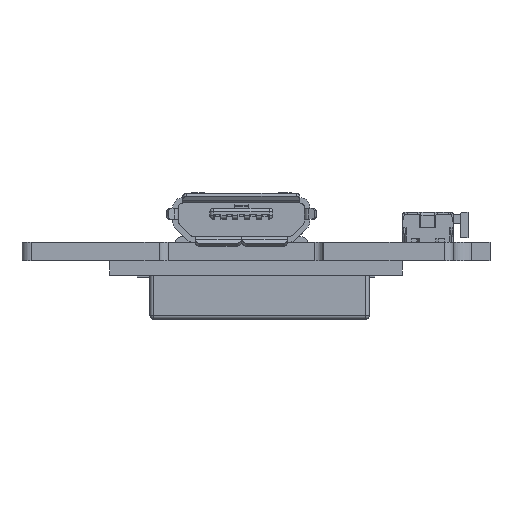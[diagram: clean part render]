
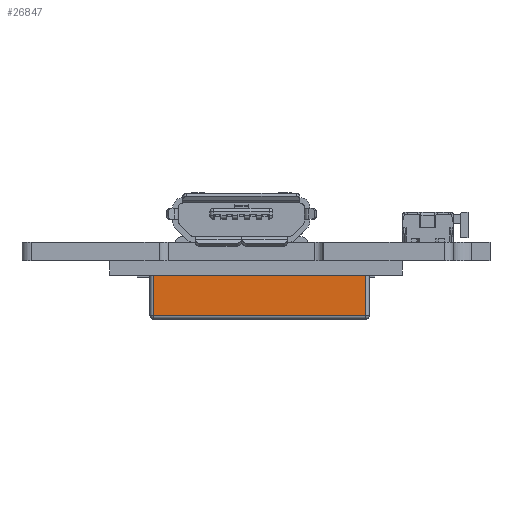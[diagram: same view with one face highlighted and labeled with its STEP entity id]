
A CAD part, front view. The second image highlights one B-rep face of the part: STEP entity #26847.
In plain terms, the highlighted planar face has unit normal (0, -1, 0).
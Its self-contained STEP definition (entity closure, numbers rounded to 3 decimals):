
#26622 = VERTEX_POINT('',#26623);
#26623 = CARTESIAN_POINT('',(7.2,11.,-0.8));
#26630 = EDGE_CURVE('',#26631,#26622,#26633,.T.);
#26631 = VERTEX_POINT('',#26632);
#26632 = CARTESIAN_POINT('',(18.8,11.,-0.8));
#26633 = LINE('',#26634,#26635);
#26634 = CARTESIAN_POINT('',(19.,11.,-0.8));
#26635 = VECTOR('',#26636,1.);
#26636 = DIRECTION('',(-1.,0.,0.));
#26801 = EDGE_CURVE('',#26802,#26622,#26804,.T.);
#26802 = VERTEX_POINT('',#26803);
#26803 = CARTESIAN_POINT('',(7.2,11.,-3.));
#26804 = LINE('',#26805,#26806);
#26805 = CARTESIAN_POINT('',(7.2,11.,-3.2));
#26806 = VECTOR('',#26807,1.);
#26807 = DIRECTION('',(0.,0.,1.));
#26828 = VERTEX_POINT('',#26829);
#26829 = CARTESIAN_POINT('',(18.8,11.,-3.));
#26836 = EDGE_CURVE('',#26828,#26631,#26837,.T.);
#26837 = LINE('',#26838,#26839);
#26838 = CARTESIAN_POINT('',(18.8,11.,-3.2));
#26839 = VECTOR('',#26840,1.);
#26840 = DIRECTION('',(0.,0.,1.));
#26847 = ADVANCED_FACE('',(#26848),#26859,.T.);
#26848 = FACE_BOUND('',#26849,.T.);
#26849 = EDGE_LOOP('',(#26850,#26851,#26852,#26858));
#26850 = ORIENTED_EDGE('',*,*,#26630,.T.);
#26851 = ORIENTED_EDGE('',*,*,#26801,.F.);
#26852 = ORIENTED_EDGE('',*,*,#26853,.F.);
#26853 = EDGE_CURVE('',#26828,#26802,#26854,.T.);
#26854 = LINE('',#26855,#26856);
#26855 = CARTESIAN_POINT('',(19.,11.,-3.));
#26856 = VECTOR('',#26857,1.);
#26857 = DIRECTION('',(-1.,0.,0.));
#26858 = ORIENTED_EDGE('',*,*,#26836,.T.);
#26859 = PLANE('',#26860);
#26860 = AXIS2_PLACEMENT_3D('',#26861,#26862,#26863);
#26861 = CARTESIAN_POINT('',(19.,11.,-3.2));
#26862 = DIRECTION('',(0.,-1.,0.));
#26863 = DIRECTION('',(-1.,0.,0.));
